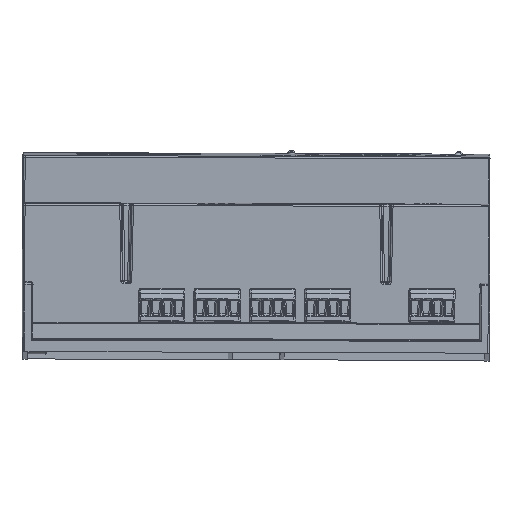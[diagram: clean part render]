
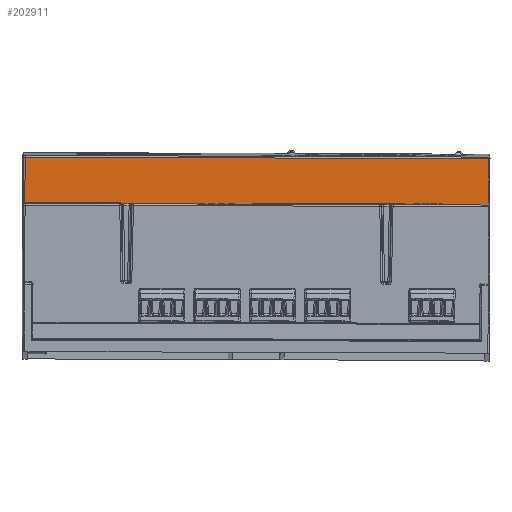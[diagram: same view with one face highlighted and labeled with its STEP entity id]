
A CAD part, front view. The second image highlights one B-rep face of the part: STEP entity #202911.
In plain terms, the highlighted planar face has unit normal (0.003, -1, -0.02).
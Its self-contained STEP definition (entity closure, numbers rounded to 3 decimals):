
#5741 = VERTEX_POINT ( 'NONE', #66939 ) ;
#8737 = LINE ( 'NONE', #305194, #198422 ) ;
#9957 = DIRECTION ( 'NONE',  ( -1., -0.003, 0.004 ) ) ;
#18976 = CARTESIAN_POINT ( 'NONE',  ( -70.291, -23.574, 56.169 ) ) ;
#25649 = VERTEX_POINT ( 'NONE', #18976 ) ;
#34092 = ORIENTED_EDGE ( 'NONE', *, *, #169219, .T. ) ;
#37644 = EDGE_CURVE ( 'NONE', #232372, #25649, #273704, .T. ) ;
#38295 = LINE ( 'NONE', #98638, #164709 ) ;
#55764 = CARTESIAN_POINT ( 'NONE',  ( -70.791, -23.575, 56.171 ) ) ;
#66939 = CARTESIAN_POINT ( 'NONE',  ( -70.342, -23.289, 42.172 ) ) ;
#95516 = FACE_OUTER_BOUND ( 'NONE', #163020, .T. ) ;
#98638 = CARTESIAN_POINT ( 'NONE',  ( 72.109, -23.093, 56.166 ) ) ;
#109619 = VERTEX_POINT ( 'NONE', #150936 ) ;
#117681 = EDGE_CURVE ( 'NONE', #109619, #232372, #38295, .T. ) ;
#122418 = ORIENTED_EDGE ( 'NONE', *, *, #37644, .T. ) ;
#132074 = DIRECTION ( 'NONE',  ( 0., 0.02, -1. ) ) ;
#133090 = CARTESIAN_POINT ( 'NONE',  ( -70.79, -23.585, 56.67 ) ) ;
#139883 = DIRECTION ( 'NONE',  ( 1., 0.003, -0.004 ) ) ;
#150936 = CARTESIAN_POINT ( 'NONE',  ( 72.056, -22.798, 41.67 ) ) ;
#163020 = EDGE_LOOP ( 'NONE', ( #34092, #299921, #122418, #307213 ) ) ;
#164709 = VECTOR ( 'NONE', #287866, 1000. ) ;
#169219 = EDGE_CURVE ( 'NONE', #5741, #109619, #8737, .T. ) ;
#173011 = VECTOR ( 'NONE', #9957, 1000. ) ;
#189407 = LINE ( 'NONE', #223583, #275164 ) ;
#198422 = VECTOR ( 'NONE', #139883, 1000. ) ;
#202911 = ADVANCED_FACE ( 'NONE', ( #95516 ), #225649, .T. ) ;
#223583 = CARTESIAN_POINT ( 'NONE',  ( -70.29, -23.584, 56.669 ) ) ;
#225649 = PLANE ( 'NONE',  #256093 ) ;
#232372 = VERTEX_POINT ( 'NONE', #269925 ) ;
#237558 = EDGE_CURVE ( 'NONE', #25649, #5741, #189407, .T. ) ;
#247618 = DIRECTION ( 'NONE',  ( -0.004, 0.02, -1. ) ) ;
#256093 = AXIS2_PLACEMENT_3D ( 'NONE', #133090, #273501, #132074 ) ;
#269925 = CARTESIAN_POINT ( 'NONE',  ( 72.107, -23.083, 55.667 ) ) ;
#273501 = DIRECTION ( 'NONE',  ( 0.003, -1., -0.02 ) ) ;
#273704 = LINE ( 'NONE', #55764, #173011 ) ;
#275164 = VECTOR ( 'NONE', #247618, 1000. ) ;
#287866 = DIRECTION ( 'NONE',  ( 0.004, -0.02, 1. ) ) ;
#299921 = ORIENTED_EDGE ( 'NONE', *, *, #117681, .T. ) ;
#305194 = CARTESIAN_POINT ( 'NONE',  ( -70.842, -23.291, 42.174 ) ) ;
#307213 = ORIENTED_EDGE ( 'NONE', *, *, #237558, .T. ) ;
